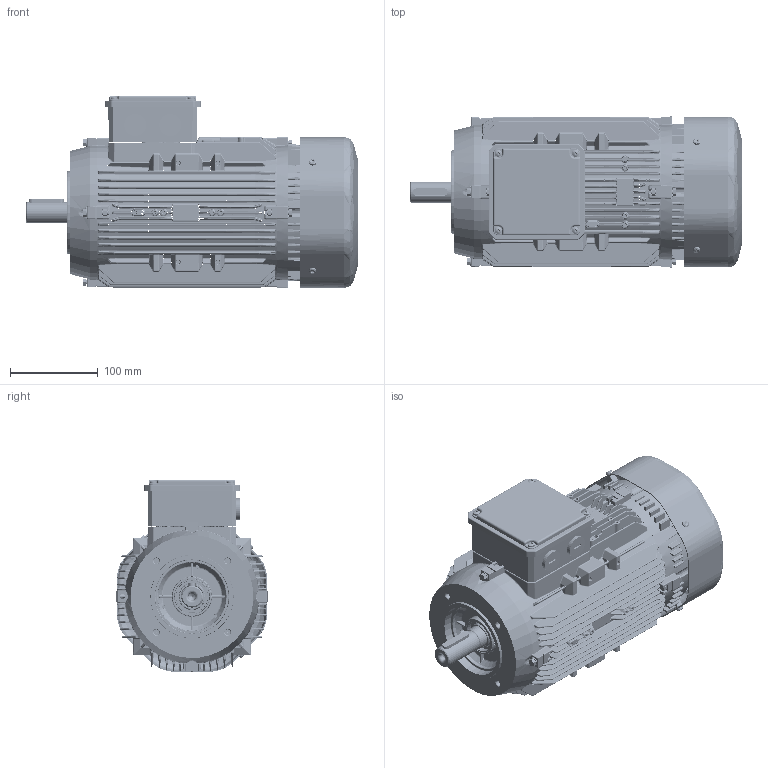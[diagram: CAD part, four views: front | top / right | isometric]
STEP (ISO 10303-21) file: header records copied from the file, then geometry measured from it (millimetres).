
FILE_DESCRIPTION(/* description */ (''),/* implementation_level */ '2;1');
FILE_NAME(/* name */ 'model1.stp',/* time_stamp */ '2024-08-01T17:01:41+03:00',/* author */ (''),/* organization */ (''),/* preprocessor_version */ 'ST-DEVELOPER v18.102',/* originating_system */ 'SIEMENS PLM Software NX2206.8101',/* authorisation */ '');
FILE_SCHEMA (('AUTOMOTIVE_DESIGN { 1 0 10303 214 3 1 1 1 }'));
Products named in the file (1): model1_260028D8E15Fjksc
Bounding box: 378.54 x 172.19 x 219.15 mm (x, y, z)
Surface area: 568953.9 mm2 (no closed solid volume)
Topology: 0 solids, 67 shells, 6024 faces, 18139 edges, 11334 vertices
Faces by surface type: cylinder 2096, bspline 1891, plane 1498, cone 203, torus 177, sphere 159
Full cylindrical faces by diameter (mm): 5 x5, 6.8 x4, 8 x7, 8.4 x1, 9.874 x1, 10 x2, 20.4 x1, 21 x1, 23.4 x1, 24 x1, 25 x4, 40 x1, 95 x1
Entity records: 248810 total; most frequent: CARTESIAN_POINT 101821, ORIENTED_EDGE 29776, DIRECTION 28836, EDGE_CURVE 17684, AXIS2_PLACEMENT_3D 11463, VERTEX_POINT 11237, EDGE_LOOP 6508, ADVANCED_FACE 6024
